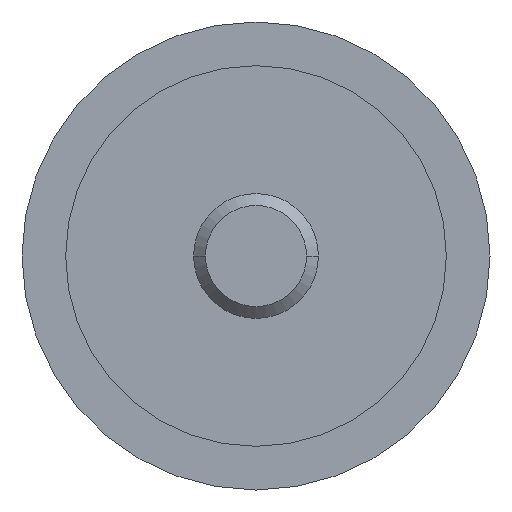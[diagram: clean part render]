
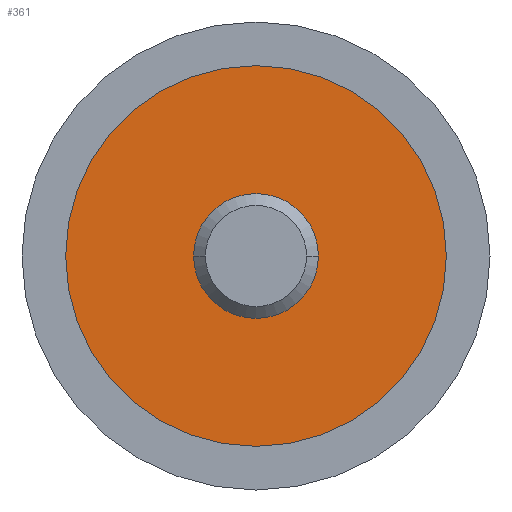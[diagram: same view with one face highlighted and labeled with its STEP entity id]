
A CAD part, front view. The second image highlights one B-rep face of the part: STEP entity #361.
In plain terms, the highlighted planar face has unit normal (0, -1, 0).
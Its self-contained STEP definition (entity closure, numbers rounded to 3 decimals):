
#209=VERTEX_POINT('',#557);
#223=EDGE_CURVE('',#209,#521,#571,.T.);
#291=EDGE_CURVE('',#469,#393,#648,.T.);
#307=EDGE_CURVE('',#521,#209,#667,.T.);
#337=EDGE_CURVE('',#393,#469,#700,.T.);
#361=ADVANCED_FACE('',(#730,#731),#732,.T.);
#393=VERTEX_POINT('',#768);
#469=VERTEX_POINT('',#855);
#521=VERTEX_POINT('',#914);
#557=CARTESIAN_POINT('',(2.0,0.0,0.));
#571=CIRCLE('',#971,2.0);
#648=CIRCLE('',#1064,6.1);
#667=CIRCLE('',#1090,2.0);
#700=CIRCLE('',#1134,6.1);
#730=FACE_BOUND('',#1172,.T.);
#731=FACE_OUTER_BOUND('',#1173,.T.);
#732=PLANE('',#1174);
#768=CARTESIAN_POINT('',(-6.1,0.0,0.));
#855=CARTESIAN_POINT('',(6.1,0.0,0.0));
#914=CARTESIAN_POINT('',(-2.0,0.,0.));
#971=AXIS2_PLACEMENT_3D('',#1425,#1426,#1427);
#1064=AXIS2_PLACEMENT_3D('',#1519,#1520,#1521);
#1090=AXIS2_PLACEMENT_3D('',#1541,#1542,#1543);
#1134=AXIS2_PLACEMENT_3D('',#1581,#1582,#1583);
#1172=EDGE_LOOP('',(#1634,#1635));
#1173=EDGE_LOOP('',(#1636,#1637));
#1174=AXIS2_PLACEMENT_3D('',#1638,#1639,#1640);
#1425=CARTESIAN_POINT('',(0.0,0.,0.0));
#1426=DIRECTION('',(-0.0,1.0,0.0));
#1427=DIRECTION('',(1.0,0.0,0.0));
#1519=CARTESIAN_POINT('',(0.0,0.0,0.0));
#1520=DIRECTION('',(0.0,-1.0,0.0));
#1521=DIRECTION('',(1.0,0.0,0.0));
#1541=CARTESIAN_POINT('',(0.0,0.,0.0));
#1542=DIRECTION('',(-0.0,1.0,0.0));
#1543=DIRECTION('',(1.0,0.0,0.0));
#1581=CARTESIAN_POINT('',(0.0,0.0,0.0));
#1582=DIRECTION('',(0.0,-1.0,0.0));
#1583=DIRECTION('',(1.0,0.0,0.0));
#1634=ORIENTED_EDGE('',*,*,#307,.T.);
#1635=ORIENTED_EDGE('',*,*,#223,.T.);
#1636=ORIENTED_EDGE('',*,*,#291,.T.);
#1637=ORIENTED_EDGE('',*,*,#337,.T.);
#1638=CARTESIAN_POINT('',(0.0,0.0,0.0));
#1639=DIRECTION('',(0.0,-1.0,0.0));
#1640=DIRECTION('',(-1.0,0.0,0.0));
